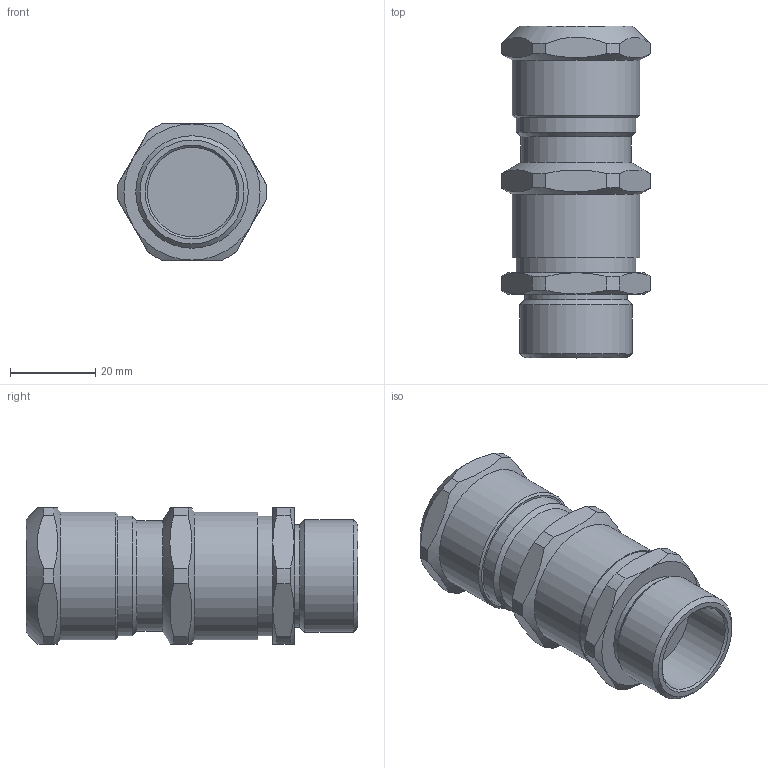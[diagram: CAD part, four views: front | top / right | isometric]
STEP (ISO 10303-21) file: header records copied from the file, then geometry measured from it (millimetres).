
FILE_DESCRIPTION(/* description */ ('','CAx-IF Rec.Pracs.---Representation and Presentation of Product Manufacturing Information (PMI)---4.0---2014-10-13'),/* implementation_level */ '2;1');
FILE_NAME(/* name */ 'ЗЭТАРУС ВКБ3-G3)4-14-20.stp',/* time_stamp */ '2023-01-26T16:04:04+07:00',/* author */ ('zeta-09'),/* organization */ (''),/* preprocessor_version */ 'ST-DEVELOPER v18.1',/* originating_system */ 'Autodesk Inventor 2021',/* authorisation */ '');
FILE_SCHEMA (('AP242_MANAGED_MODEL_BASED_3D_ENGINEERING_MIM_LF { 1 0 10303 442 1 1 4 }'));
Length unit declared in the file: millimetre
Products named in the file (1): Деталь22
Bounding box: 34.98 x 78 x 32 mm (x, y, z)
Volume: 47996.1 mm3; surface area: 12368.1 mm2
Topology: 1 solids, 3 shells, 83 faces, 196 edges, 123 vertices
Faces by surface type: plane 40, cone 25, cylinder 16, torus 2
Full cylindrical faces by diameter (mm): 21 x1, 24.041 x1, 26 x1, 26.441 x1, 28 x3, 28.8 x1, 30 x2
Entity records: 2523 total; most frequent: CARTESIAN_POINT 572, ORIENTED_EDGE 390, DIRECTION 375, EDGE_CURVE 196, AXIS2_PLACEMENT_3D 158, VERTEX_POINT 123, EDGE_LOOP 89, STYLED_ITEM 83
